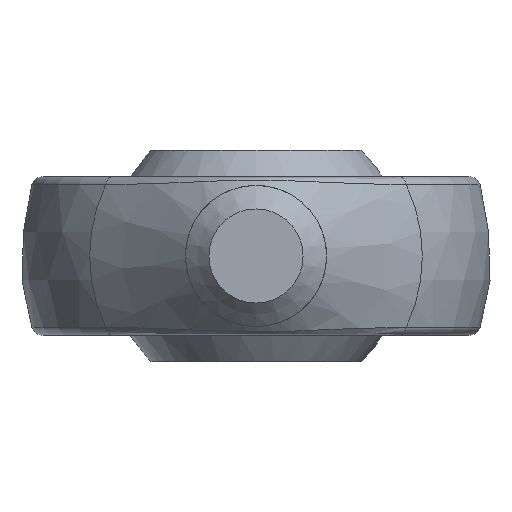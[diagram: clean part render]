
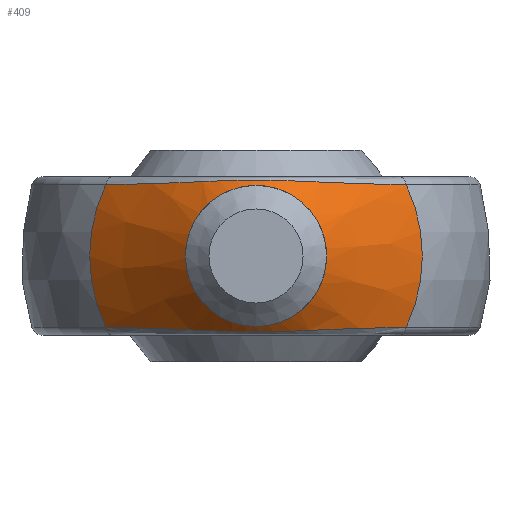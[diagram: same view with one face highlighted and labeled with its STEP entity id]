
A CAD part, front view. The second image highlights one B-rep face of the part: STEP entity #409.
In plain terms, the highlighted conical face has half-angle 45 degrees and reference radius 3 mm.
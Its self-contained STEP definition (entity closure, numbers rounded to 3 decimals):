
#27 = CARTESIAN_POINT ( 'NONE',  ( 6.391, -7.071, 3.026 ) ) ;
#34 = CARTESIAN_POINT ( 'NONE',  ( 3.995, -9.104, -3.09 ) ) ;
#36 = CARTESIAN_POINT ( 'NONE',  ( 5.448, -7.906, -3.047 ) ) ;
#37 = CARTESIAN_POINT ( 'NONE',  ( 5.436, -7.916, 3.047 ) ) ;
#44 = CARTESIAN_POINT ( 'NONE',  ( -0.596, -10.868, -3.223 ) ) ;
#47 = CARTESIAN_POINT ( 'NONE',  ( 3.185, -9.686, 3.122 ) ) ;
#50 = CARTESIAN_POINT ( 'NONE',  ( -1.589, -10.586, 3.192 ) ) ;
#57 = EDGE_LOOP ( 'NONE', ( #723, #740, #721, #100 ) ) ;
#100 = ORIENTED_EDGE ( 'NONE', *, *, #476, .T. ) ;
#102 = CARTESIAN_POINT ( 'NONE',  ( -3.185, -9.686, -3.122 ) ) ;
#104 = CARTESIAN_POINT ( 'NONE',  ( 1.518, -10.614, 3.195 ) ) ;
#106 = CARTESIAN_POINT ( 'NONE',  ( 0.677, -10.863, -3.222 ) ) ;
#111 = CARTESIAN_POINT ( 'NONE',  ( -1.22, -10.725, -3.207 ) ) ;
#116 = CARTESIAN_POINT ( 'NONE',  ( -0.755, -10.839, -3.22 ) ) ;
#121 = CARTESIAN_POINT ( 'NONE',  ( 6.391, -7.071, 3.026 ) ) ;
#130 = VERTEX_POINT ( 'NONE', #473 ) ;
#134 = VERTEX_POINT ( 'NONE', #27 ) ;
#156 = AXIS2_PLACEMENT_3D ( 'NONE', #701, #866, #451 ) ;
#161 = FACE_OUTER_BOUND ( 'NONE', #57, .T. ) ;
#169 = CARTESIAN_POINT ( 'NONE',  ( 2.973, -9.829, -3.131 ) ) ;
#175 = CARTESIAN_POINT ( 'NONE',  ( -2.379, -10.195, -3.157 ) ) ;
#180 = CARTESIAN_POINT ( 'NONE',  ( -5.922, -7.491, 3.036 ) ) ;
#186 = CARTESIAN_POINT ( 'NONE',  ( 2.165, -10.314, -3.167 ) ) ;
#195 = DIRECTION ( 'NONE',  ( 0., -1., 0. ) ) ;
#198 = AXIS2_PLACEMENT_3D ( 'NONE', #521, #195, #609 ) ;
#221 = B_SPLINE_CURVE_WITH_KNOTS ( 'NONE', 3,
 ( #245, #663, #308, #315, #578, #102, #461, #175, #718, #767, #111, #116, #44, #864, #455, #258, #106, #527, #654, #186, #383, #169, #650, #34, #311, #36, #775, #816 ),
 .UNSPECIFIED., .F., .F.,
 ( 4, 2, 2, 2, 2, 2, 2, 2, 2, 2, 2, 2, 2, 4 ),
 ( 0., 0.002, 0.004, 0.005, 0.006, 0.007, 0.007, 0.008, 0.009, 0.01, 0.011, 0.011, 0.013, 0.015 ),
 .UNSPECIFIED. ) ;
#237 = CARTESIAN_POINT ( 'NONE',  ( 6.391, -7.071, -3.026 ) ) ;
#238 = CARTESIAN_POINT ( 'NONE',  ( 0., -11.142, 0. ) ) ;
#240 = VERTEX_POINT ( 'NONE', #686 ) ;
#245 = CARTESIAN_POINT ( 'NONE',  ( -6.391, -7.071, -3.026 ) ) ;
#256 = CARTESIAN_POINT ( 'NONE',  ( 0.28, -10.906, 3.228 ) ) ;
#258 = CARTESIAN_POINT ( 'NONE',  ( 0.356, -10.91, -3.228 ) ) ;
#259 = CARTESIAN_POINT ( 'NONE',  ( -2.44, -10.16, 3.155 ) ) ;
#283 = EDGE_CURVE ( 'NONE', #877, #877, #618, .T. ) ;
#304 = DIRECTION ( 'NONE',  ( 0., -1., 0. ) ) ;
#308 = CARTESIAN_POINT ( 'NONE',  ( -5.436, -7.916, -3.047 ) ) ;
#311 = CARTESIAN_POINT ( 'NONE',  ( 4.484, -8.712, -3.074 ) ) ;
#313 = CARTESIAN_POINT ( 'NONE',  ( 2.379, -10.195, 3.157 ) ) ;
#315 = CARTESIAN_POINT ( 'NONE',  ( -4.459, -8.733, -3.075 ) ) ;
#317 = CARTESIAN_POINT ( 'NONE',  ( 0.755, -10.839, 3.22 ) ) ;
#321 = CARTESIAN_POINT ( 'NONE',  ( 4.459, -8.733, 3.075 ) ) ;
#325 = CARTESIAN_POINT ( 'NONE',  ( 1.22, -10.725, 3.207 ) ) ;
#331 = AXIS2_PLACEMENT_3D ( 'NONE', #468, #631, #354 ) ;
#354 = DIRECTION ( 'NONE',  ( 0., 0., -1. ) ) ;
#383 = CARTESIAN_POINT ( 'NONE',  ( 2.44, -10.16, -3.155 ) ) ;
#384 = CARTESIAN_POINT ( 'NONE',  ( -3.995, -9.104, 3.09 ) ) ;
#399 = CARTESIAN_POINT ( 'NONE',  ( 0.596, -10.868, 3.223 ) ) ;
#409 = ADVANCED_FACE ( 'NONE', ( #161, #440 ), #696, .T. ) ;
#440 = FACE_BOUND ( 'NONE', #788, .T. ) ;
#442 = DIRECTION ( 'NONE',  ( 0., 0., -1. ) ) ;
#451 = DIRECTION ( 'NONE',  ( 0., 0., 1. ) ) ;
#455 = CARTESIAN_POINT ( 'NONE',  ( -0.121, -10.915, -3.229 ) ) ;
#456 = CARTESIAN_POINT ( 'NONE',  ( -0.356, -10.91, 3.228 ) ) ;
#461 = CARTESIAN_POINT ( 'NONE',  ( -2.921, -9.863, -3.133 ) ) ;
#468 = CARTESIAN_POINT ( 'NONE',  ( 0., -7.071, 0. ) ) ;
#473 = CARTESIAN_POINT ( 'NONE',  ( -6.391, -7.071, -3.026 ) ) ;
#476 = EDGE_CURVE ( 'NONE', #134, #240, #855, .T. ) ;
#518 = EDGE_CURVE ( 'NONE', #240, #130, #854, .T. ) ;
#521 = CARTESIAN_POINT ( 'NONE',  ( 0., -7.071, 0. ) ) ;
#525 = CARTESIAN_POINT ( 'NONE',  ( -0.677, -10.863, 3.222 ) ) ;
#527 = CARTESIAN_POINT ( 'NONE',  ( 1.29, -10.701, -3.204 ) ) ;
#578 = CARTESIAN_POINT ( 'NONE',  ( -3.96, -9.131, -3.092 ) ) ;
#580 = CARTESIAN_POINT ( 'NONE',  ( -2.973, -9.829, 3.131 ) ) ;
#583 = CARTESIAN_POINT ( 'NONE',  ( 0.121, -10.915, 3.229 ) ) ;
#590 = CARTESIAN_POINT ( 'NONE',  ( 5.916, -7.496, 3.036 ) ) ;
#595 = CARTESIAN_POINT ( 'NONE',  ( 3.96, -9.131, 3.092 ) ) ;
#597 = CARTESIAN_POINT ( 'NONE',  ( -2.165, -10.314, 3.167 ) ) ;
#609 = DIRECTION ( 'NONE',  ( 0., 0., -1. ) ) ;
#618 = CIRCLE ( 'NONE', #715, 3. ) ;
#631 = DIRECTION ( 'NONE',  ( 0., -1., 0. ) ) ;
#650 = CARTESIAN_POINT ( 'NONE',  ( 3.232, -9.653, -3.12 ) ) ;
#652 = CARTESIAN_POINT ( 'NONE',  ( -5.448, -7.906, 3.047 ) ) ;
#654 = CARTESIAN_POINT ( 'NONE',  ( 1.589, -10.586, -3.192 ) ) ;
#663 = CARTESIAN_POINT ( 'NONE',  ( -5.916, -7.496, -3.036 ) ) ;
#667 = ORIENTED_EDGE ( 'NONE', *, *, #283, .F. ) ;
#686 = CARTESIAN_POINT ( 'NONE',  ( -6.391, -7.071, 3.026 ) ) ;
#696 = CONICAL_SURFACE ( 'NONE', #156, 3., 0.785 ) ;
#701 = CARTESIAN_POINT ( 'NONE',  ( 0., -11.142, 0. ) ) ;
#709 = CIRCLE ( 'NONE', #331, 7.071 ) ;
#714 = CARTESIAN_POINT ( 'NONE',  ( -6.391, -7.071, 3.026 ) ) ;
#715 = AXIS2_PLACEMENT_3D ( 'NONE', #238, #304, #442 ) ;
#717 = VERTEX_POINT ( 'NONE', #237 ) ;
#718 = CARTESIAN_POINT ( 'NONE',  ( -2.099, -10.349, -3.17 ) ) ;
#721 = ORIENTED_EDGE ( 'NONE', *, *, #863, .T. ) ;
#723 = ORIENTED_EDGE ( 'NONE', *, *, #518, .T. ) ;
#740 = ORIENTED_EDGE ( 'NONE', *, *, #804, .T. ) ;
#767 = CARTESIAN_POINT ( 'NONE',  ( -1.518, -10.614, -3.195 ) ) ;
#773 = CARTESIAN_POINT ( 'NONE',  ( -4.484, -8.712, 3.074 ) ) ;
#775 = CARTESIAN_POINT ( 'NONE',  ( 5.922, -7.491, -3.036 ) ) ;
#785 = CARTESIAN_POINT ( 'NONE',  ( 2.921, -9.863, 3.133 ) ) ;
#788 = EDGE_LOOP ( 'NONE', ( #667 ) ) ;
#798 = CARTESIAN_POINT ( 'NONE',  ( 0., -11.142, -3. ) ) ;
#804 = EDGE_CURVE ( 'NONE', #130, #717, #221, .T. ) ;
#816 = CARTESIAN_POINT ( 'NONE',  ( 6.391, -7.071, -3.026 ) ) ;
#847 = CARTESIAN_POINT ( 'NONE',  ( -3.232, -9.653, 3.12 ) ) ;
#853 = CARTESIAN_POINT ( 'NONE',  ( -1.29, -10.701, 3.204 ) ) ;
#854 = CIRCLE ( 'NONE', #198, 7.071 ) ;
#855 = B_SPLINE_CURVE_WITH_KNOTS ( 'NONE', 3,
 ( #121, #590, #37, #321, #595, #47, #785, #313, #860, #104, #325, #317, #399, #256, #583, #456, #525, #853, #50, #597, #259, #580, #847, #384, #773, #652, #180, #714 ),
 .UNSPECIFIED., .F., .F.,
 ( 4, 2, 2, 2, 2, 2, 2, 2, 2, 2, 2, 2, 2, 4 ),
 ( 0., 0.002, 0.004, 0.005, 0.006, 0.007, 0.007, 0.008, 0.009, 0.01, 0.011, 0.011, 0.013, 0.015 ),
 .UNSPECIFIED. ) ;
#860 = CARTESIAN_POINT ( 'NONE',  ( 2.099, -10.349, 3.17 ) ) ;
#863 = EDGE_CURVE ( 'NONE', #717, #134, #709, .T. ) ;
#864 = CARTESIAN_POINT ( 'NONE',  ( -0.28, -10.906, -3.228 ) ) ;
#866 = DIRECTION ( 'NONE',  ( 0., 1., 0. ) ) ;
#877 = VERTEX_POINT ( 'NONE', #798 ) ;
